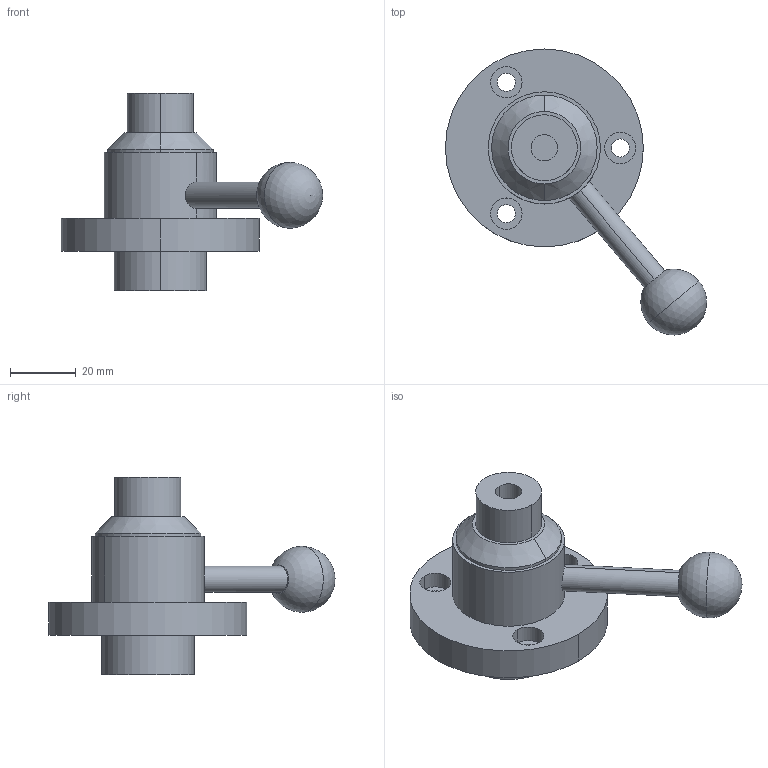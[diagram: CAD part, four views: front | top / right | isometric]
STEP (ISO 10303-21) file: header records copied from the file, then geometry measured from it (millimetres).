
FILE_DESCRIPTION (( 'STEP AP203' ), '1' );
FILE_NAME ('CP700-20050R.STEP', '2024-06-12T01:37:56', ( '' ), ( '' ), 'SwSTEP 2.0', 'SolidWorks 2022', '' );
FILE_SCHEMA (( 'CONFIG_CONTROL_DESIGN' ));
Length unit declared in the file: millimetre
Products named in the file (4): CP700-20050R_02; CP700-20050R; CP700-20050R_01; CP700-20050R_03
Assembly tree (3 placements, depth 2):
  CP700-20050R
    CP700-20050R_01
    CP700-20050R_02
    CP700-20050R_03
Bounding box: 79.2 x 86.72 x 60 mm (x, y, z)
Volume: 60478.3 mm3; surface area: 24191.3 mm2
Topology: 3 solids, 3 shells, 50 faces, 109 edges, 72 vertices
Faces by surface type: cylinder 32, plane 14, cone 2, sphere 2
Entity records: 1873 total; most frequent: CARTESIAN_POINT 297, DIRECTION 283, ORIENTED_EDGE 210, AXIS2_PLACEMENT_3D 124, EDGE_CURVE 105, VERTEX_POINT 70, EDGE_LOOP 69, CIRCLE 68
